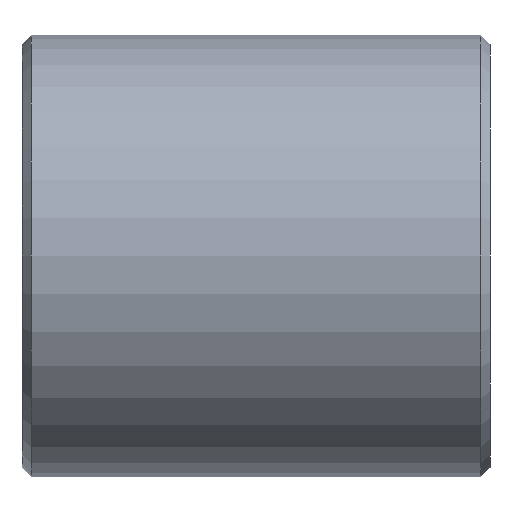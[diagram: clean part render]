
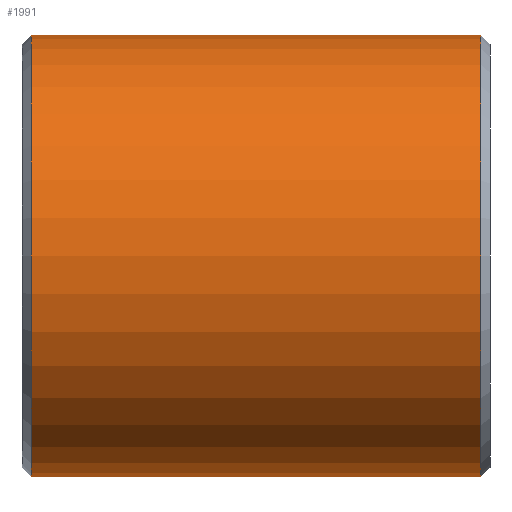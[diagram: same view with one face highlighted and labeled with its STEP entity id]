
A CAD part, left-side view. The second image highlights one B-rep face of the part: STEP entity #1991.
In plain terms, the highlighted cylindrical face has radius 8.35 mm (diameter 16.7 mm), a partial arc.
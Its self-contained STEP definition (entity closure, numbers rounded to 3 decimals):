
#46 = VERTEX_POINT ( 'NONE', #1667 ) ;
#93 = DIRECTION ( 'NONE',  ( 0., 1., 0. ) ) ;
#252 = DIRECTION ( 'NONE',  ( 0., 1., 0. ) ) ;
#433 = CARTESIAN_POINT ( 'NONE',  ( 0., -8.506, 0. ) ) ;
#441 = FACE_OUTER_BOUND ( 'NONE', #1557, .T. ) ;
#466 = ORIENTED_EDGE ( 'NONE', *, *, #641, .T. ) ;
#477 = VERTEX_POINT ( 'NONE', #876 ) ;
#641 = EDGE_CURVE ( 'NONE', #477, #46, #1809, .T. ) ;
#810 = CIRCLE ( 'NONE', #931, 8.35 ) ;
#812 = DIRECTION ( 'NONE',  ( 0., 1., 0. ) ) ;
#857 = ORIENTED_EDGE ( 'NONE', *, *, #1609, .F. ) ;
#876 = CARTESIAN_POINT ( 'NONE',  ( 0., -8.506, -8.35 ) ) ;
#881 = LINE ( 'NONE', #1644, #1648 ) ;
#931 = AXIS2_PLACEMENT_3D ( 'NONE', #2165, #2175, #2014 ) ;
#1008 = CYLINDRICAL_SURFACE ( 'NONE', #1926, 8.35 ) ;
#1192 = CARTESIAN_POINT ( 'NONE',  ( 0., -8.85, 0. ) ) ;
#1232 = EDGE_CURVE ( 'NONE', #2051, #2357, #810, .T. ) ;
#1370 = DIRECTION ( 'NONE',  ( 0., 0., 1. ) ) ;
#1431 = CARTESIAN_POINT ( 'NONE',  ( 0., 8.506, 8.35 ) ) ;
#1469 = DIRECTION ( 'NONE',  ( 0., 1., 0. ) ) ;
#1557 = EDGE_LOOP ( 'NONE', ( #857, #466, #1771, #1560 ) ) ;
#1560 = ORIENTED_EDGE ( 'NONE', *, *, #1232, .T. ) ;
#1609 = EDGE_CURVE ( 'NONE', #477, #2357, #2351, .T. ) ;
#1644 = CARTESIAN_POINT ( 'NONE',  ( 0., -8.85, 8.35 ) ) ;
#1648 = VECTOR ( 'NONE', #1469, 1000. ) ;
#1667 = CARTESIAN_POINT ( 'NONE',  ( 0., -8.506, 8.35 ) ) ;
#1727 = AXIS2_PLACEMENT_3D ( 'NONE', #433, #812, #1370 ) ;
#1769 = CARTESIAN_POINT ( 'NONE',  ( 0., 8.506, -8.35 ) ) ;
#1771 = ORIENTED_EDGE ( 'NONE', *, *, #2028, .T. ) ;
#1772 = DIRECTION ( 'NONE',  ( 0., 0., 1. ) ) ;
#1809 = CIRCLE ( 'NONE', #1727, 8.35 ) ;
#1818 = CARTESIAN_POINT ( 'NONE',  ( 0., -8.85, -8.35 ) ) ;
#1926 = AXIS2_PLACEMENT_3D ( 'NONE', #1192, #93, #1772 ) ;
#1991 = ADVANCED_FACE ( 'NONE', ( #441 ), #1008, .T. ) ;
#2014 = DIRECTION ( 'NONE',  ( 0., 0., 1. ) ) ;
#2028 = EDGE_CURVE ( 'NONE', #46, #2051, #881, .T. ) ;
#2051 = VERTEX_POINT ( 'NONE', #1431 ) ;
#2165 = CARTESIAN_POINT ( 'NONE',  ( 0., 8.506, 0. ) ) ;
#2175 = DIRECTION ( 'NONE',  ( 0., -1., 0. ) ) ;
#2286 = VECTOR ( 'NONE', #252, 1000. ) ;
#2351 = LINE ( 'NONE', #1818, #2286 ) ;
#2357 = VERTEX_POINT ( 'NONE', #1769 ) ;
